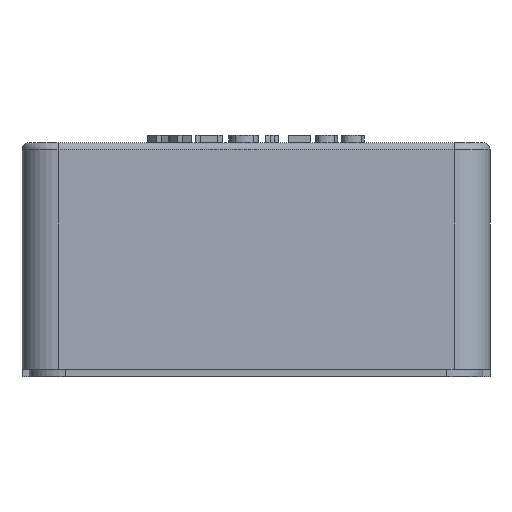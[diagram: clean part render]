
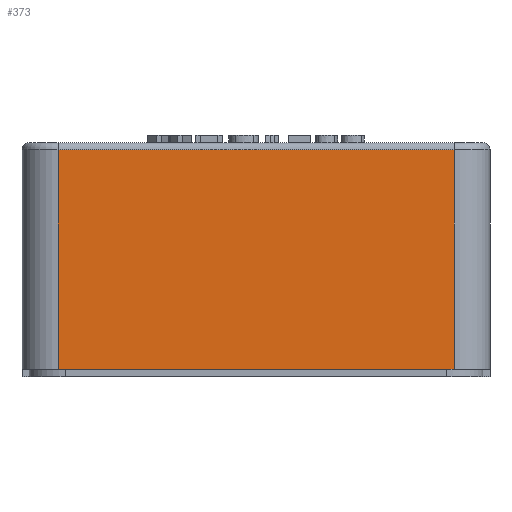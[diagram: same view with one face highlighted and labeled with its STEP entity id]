
A CAD part, front view. The second image highlights one B-rep face of the part: STEP entity #373.
In plain terms, the highlighted planar face has unit normal (0, -1, 0).
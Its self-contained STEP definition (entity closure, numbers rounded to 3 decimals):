
#373=ADVANCED_FACE('',(#627),#532,.T.);
#532=PLANE('',#3021);
#627=FACE_OUTER_BOUND('',#784,.T.);
#784=EDGE_LOOP('',(#1007,#1008,#1009,#1010));
#1007=ORIENTED_EDGE('',*,*,#2141,.T.);
#1008=ORIENTED_EDGE('',*,*,#2142,.T.);
#1009=ORIENTED_EDGE('',*,*,#2143,.T.);
#1010=ORIENTED_EDGE('',*,*,#2144,.T.);
#1857=VERTEX_POINT('',#3757);
#1858=VERTEX_POINT('',#3758);
#1859=VERTEX_POINT('',#3760);
#1860=VERTEX_POINT('',#3762);
#2141=EDGE_CURVE('',#1857,#1858,#2564,.T.);
#2142=EDGE_CURVE('',#1858,#1859,#2565,.T.);
#2143=EDGE_CURVE('',#1859,#1860,#2566,.T.);
#2144=EDGE_CURVE('',#1860,#1857,#2567,.T.);
#2564=LINE('',#3756,#2777);
#2565=LINE('',#3759,#2778);
#2566=LINE('',#3761,#2779);
#2567=LINE('',#3763,#2780);
#2777=VECTOR('',#3196,1.);
#2778=VECTOR('',#3197,1.);
#2779=VECTOR('',#3198,1.);
#2780=VECTOR('',#3199,1.);
#3021=AXIS2_PLACEMENT_3D('',#3764,#3200,#3201);
#3196=DIRECTION('',(0.,0.,1.));
#3197=DIRECTION('',(-1.,0.,0.));
#3198=DIRECTION('',(0.,0.,-1.));
#3199=DIRECTION('',(1.,0.,0.));
#3200=DIRECTION('',(0.,-1.,0.));
#3201=DIRECTION('',(1.,0.,0.));
#3756=CARTESIAN_POINT('',(45.5,-6.5,0.));
#3757=CARTESIAN_POINT('',(45.5,-6.5,0.2));
#3758=CARTESIAN_POINT('',(45.5,-6.5,6.3));
#3759=CARTESIAN_POINT('',(36.7,-6.5,6.3));
#3760=CARTESIAN_POINT('',(34.5,-6.5,6.3));
#3761=CARTESIAN_POINT('',(34.5,-6.5,0.));
#3762=CARTESIAN_POINT('',(34.5,-6.5,0.2));
#3763=CARTESIAN_POINT('',(40.,-6.5,0.2));
#3764=CARTESIAN_POINT('',(36.7,-6.5,0.));
